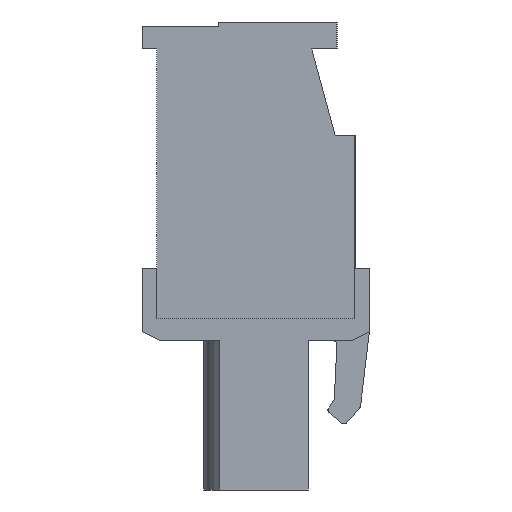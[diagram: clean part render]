
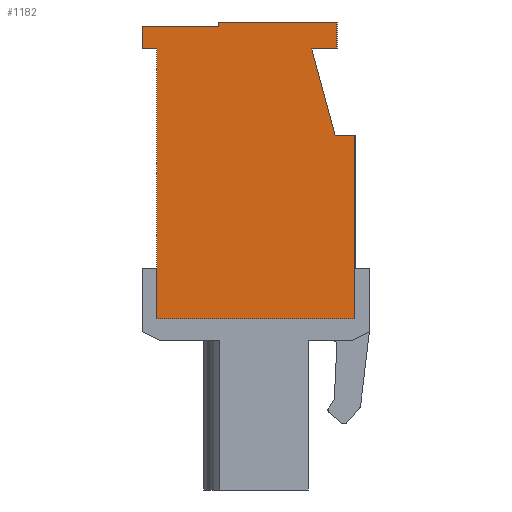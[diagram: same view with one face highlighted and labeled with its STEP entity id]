
A CAD part, left-side view. The second image highlights one B-rep face of the part: STEP entity #1182.
In plain terms, the highlighted planar face has unit normal (-1, 0, 0).
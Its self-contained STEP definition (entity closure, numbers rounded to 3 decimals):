
#1182 = ADVANCED_FACE( '', ( #2747 ), #2748, .T. );
#2747 = FACE_OUTER_BOUND( '', #4819, .T. );
#2748 = PLANE( '', #4820 );
#4819 = EDGE_LOOP( '', ( #7783, #7784, #7785, #7786, #7787, #7788, #7789, #7790, #7791, #7792, #7793, #7794 ) );
#4820 = AXIS2_PLACEMENT_3D( '', #7795, #7796, #7797 );
#7783 = ORIENTED_EDGE( '', *, *, #13505, .T. );
#7784 = ORIENTED_EDGE( '', *, *, #13382, .T. );
#7785 = ORIENTED_EDGE( '', *, *, #13506, .T. );
#7786 = ORIENTED_EDGE( '', *, *, #13507, .T. );
#7787 = ORIENTED_EDGE( '', *, *, #13508, .T. );
#7788 = ORIENTED_EDGE( '', *, *, #13509, .T. );
#7789 = ORIENTED_EDGE( '', *, *, #13353, .T. );
#7790 = ORIENTED_EDGE( '', *, *, #13510, .T. );
#7791 = ORIENTED_EDGE( '', *, *, #13511, .T. );
#7792 = ORIENTED_EDGE( '', *, *, #13512, .T. );
#7793 = ORIENTED_EDGE( '', *, *, #13513, .T. );
#7794 = ORIENTED_EDGE( '', *, *, #13514, .T. );
#7795 = CARTESIAN_POINT( '', ( -12.7, 0., 0. ) );
#7796 = DIRECTION( '', ( -1., 0., 0. ) );
#7797 = DIRECTION( '', ( 0., 0., 1. ) );
#13353 = EDGE_CURVE( '', #16336, #16334, #16337, .T. );
#13382 = EDGE_CURVE( '', #16385, #16386, #16387, .T. );
#13505 = EDGE_CURVE( '', #16588, #16385, #16589, .T. );
#13506 = EDGE_CURVE( '', #16386, #16590, #16591, .T. );
#13507 = EDGE_CURVE( '', #16590, #16592, #16593, .T. );
#13508 = EDGE_CURVE( '', #16592, #16594, #16595, .T. );
#13509 = EDGE_CURVE( '', #16594, #16336, #16596, .T. );
#13510 = EDGE_CURVE( '', #16334, #16597, #16598, .T. );
#13511 = EDGE_CURVE( '', #16597, #16599, #16600, .T. );
#13512 = EDGE_CURVE( '', #16599, #16601, #16602, .T. );
#13513 = EDGE_CURVE( '', #16601, #16603, #16604, .T. );
#13514 = EDGE_CURVE( '', #16603, #16588, #16605, .T. );
#16334 = VERTEX_POINT( '', #20529 );
#16336 = VERTEX_POINT( '', #20532 );
#16337 = LINE( '', #20533, #20534 );
#16385 = VERTEX_POINT( '', #20605 );
#16386 = VERTEX_POINT( '', #20606 );
#16387 = LINE( '', #20607, #20608 );
#16588 = VERTEX_POINT( '', #20895 );
#16589 = LINE( '', #20896, #20897 );
#16590 = VERTEX_POINT( '', #20898 );
#16591 = LINE( '', #20899, #20900 );
#16592 = VERTEX_POINT( '', #20901 );
#16593 = LINE( '', #20902, #20903 );
#16594 = VERTEX_POINT( '', #20904 );
#16595 = LINE( '', #20905, #20906 );
#16596 = LINE( '', #20907, #20908 );
#16597 = VERTEX_POINT( '', #20909 );
#16598 = LINE( '', #20910, #20911 );
#16599 = VERTEX_POINT( '', #20912 );
#16600 = LINE( '', #20913, #20914 );
#16601 = VERTEX_POINT( '', #20915 );
#16602 = LINE( '', #20916, #20917 );
#16603 = VERTEX_POINT( '', #20918 );
#16604 = LINE( '', #20919, #20920 );
#16605 = LINE( '', #20921, #20922 );
#20529 = CARTESIAN_POINT( '', ( -12.7, 5.5, -7.5 ) );
#20532 = CARTESIAN_POINT( '', ( -12.7, 5.5, 7.5 ) );
#20533 = CARTESIAN_POINT( '', ( -12.7, 5.5, 7.5 ) );
#20534 = VECTOR( '', #24773, 1000. );
#20605 = CARTESIAN_POINT( '', ( -12.7, -4.5, 9. ) );
#20606 = CARTESIAN_POINT( '', ( -12.7, 2.1, 9. ) );
#20607 = CARTESIAN_POINT( '', ( -12.7, -4.5, 9. ) );
#20608 = VECTOR( '', #24803, 1000. );
#20895 = CARTESIAN_POINT( '', ( -12.7, -4.5, 7.5 ) );
#20896 = CARTESIAN_POINT( '', ( -12.7, -4.5, 7.5 ) );
#20897 = VECTOR( '', #24929, 1000. );
#20898 = CARTESIAN_POINT( '', ( -12.7, 2.1, 8.75 ) );
#20899 = CARTESIAN_POINT( '', ( -12.7, 2.1, 9. ) );
#20900 = VECTOR( '', #24930, 1000. );
#20901 = CARTESIAN_POINT( '', ( -12.7, 6.3, 8.75 ) );
#20902 = CARTESIAN_POINT( '', ( -12.7, 2.1, 8.75 ) );
#20903 = VECTOR( '', #24931, 1000. );
#20904 = CARTESIAN_POINT( '', ( -12.7, 6.3, 7.5 ) );
#20905 = CARTESIAN_POINT( '', ( -12.7, 6.3, 8.75 ) );
#20906 = VECTOR( '', #24932, 1000. );
#20907 = CARTESIAN_POINT( '', ( -12.7, 6.3, 7.5 ) );
#20908 = VECTOR( '', #24933, 1000. );
#20909 = CARTESIAN_POINT( '', ( -12.7, -5.5, -7.5 ) );
#20910 = CARTESIAN_POINT( '', ( -12.7, 5.5, -7.5 ) );
#20911 = VECTOR( '', #24934, 1000. );
#20912 = CARTESIAN_POINT( '', ( -12.7, -5.5, 2.7 ) );
#20913 = CARTESIAN_POINT( '', ( -12.7, -5.5, -7.5 ) );
#20914 = VECTOR( '', #24935, 1000. );
#20915 = CARTESIAN_POINT( '', ( -12.7, -4.4, 2.7 ) );
#20916 = CARTESIAN_POINT( '', ( -12.7, -5.5, 2.7 ) );
#20917 = VECTOR( '', #24936, 1000. );
#20918 = CARTESIAN_POINT( '', ( -12.7, -3.1, 7.5 ) );
#20919 = CARTESIAN_POINT( '', ( -12.7, -4.4, 2.7 ) );
#20920 = VECTOR( '', #24937, 1000. );
#20921 = CARTESIAN_POINT( '', ( -12.7, -3.1, 7.5 ) );
#20922 = VECTOR( '', #24938, 1000. );
#24773 = DIRECTION( '', ( 0., 0., -1. ) );
#24803 = DIRECTION( '', ( 0., 1., 0. ) );
#24929 = DIRECTION( '', ( 0., 0., 1. ) );
#24930 = DIRECTION( '', ( 0., 0., -1. ) );
#24931 = DIRECTION( '', ( 0., 1., 0. ) );
#24932 = DIRECTION( '', ( 0., 0., -1. ) );
#24933 = DIRECTION( '', ( 0., -1., 0. ) );
#24934 = DIRECTION( '', ( 0., -1., 0. ) );
#24935 = DIRECTION( '', ( 0., 0., 1. ) );
#24936 = DIRECTION( '', ( 0., 1., 0. ) );
#24937 = DIRECTION( '', ( 0., 0.261, 0.965 ) );
#24938 = DIRECTION( '', ( 0., -1., 0. ) );
